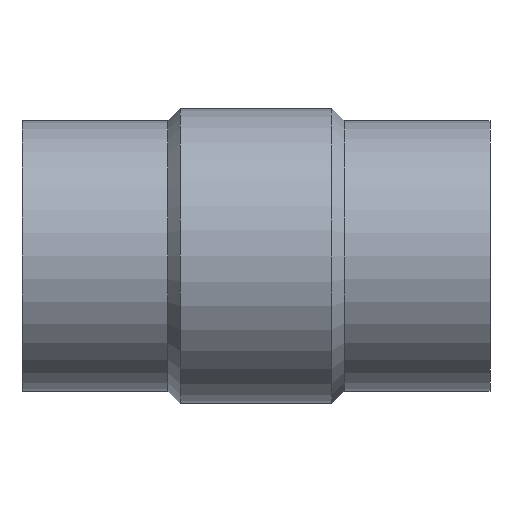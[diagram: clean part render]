
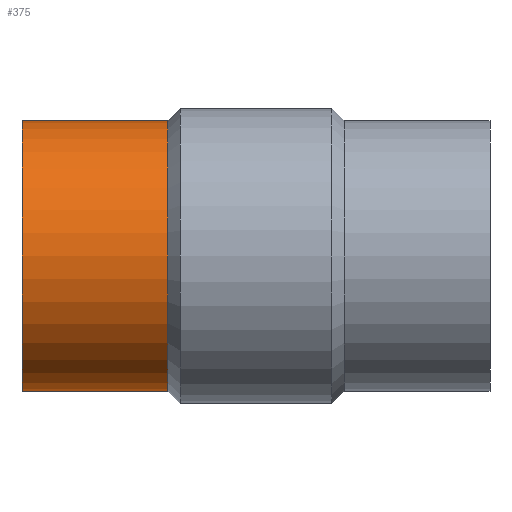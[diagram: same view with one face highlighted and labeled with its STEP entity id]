
A CAD part, front view. The second image highlights one B-rep face of the part: STEP entity #375.
In plain terms, the highlighted cylindrical face has radius 157.5 mm (diameter 315 mm), a full revolution.
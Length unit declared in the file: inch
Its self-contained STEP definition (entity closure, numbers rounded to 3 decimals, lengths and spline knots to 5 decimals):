
#37 = AXIS2_PLACEMENT_3D ( 'NONE', #485, #131, #123 ) ;
#43 = EDGE_LOOP ( 'NONE', ( #134 ) ) ;
#47 = CARTESIAN_POINT ( 'NONE',  ( -21.45669, 0., -6.20079 ) ) ;
#51 = FACE_OUTER_BOUND ( 'NONE', #580, .T. ) ;
#65 = CARTESIAN_POINT ( 'NONE',  ( -14.76378, 0., -6.20079 ) ) ;
#71 = FACE_OUTER_BOUND ( 'NONE', #43, .T. ) ;
#123 = DIRECTION ( 'NONE',  ( 0., 0., -1. ) ) ;
#131 = DIRECTION ( 'NONE',  ( -1., 0., 0. ) ) ;
#134 = ORIENTED_EDGE ( 'NONE', *, *, #480, .T. ) ;
#213 = DIRECTION ( 'NONE',  ( 1., 0., 0. ) ) ;
#230 = CARTESIAN_POINT ( 'NONE',  ( -18.11024, 0., 0. ) ) ;
#244 = DIRECTION ( 'NONE',  ( 0., 0., -1. ) ) ;
#251 = CARTESIAN_POINT ( 'NONE',  ( -14.76378, 0., 0. ) ) ;
#284 = CIRCLE ( 'NONE', #37, 6.20079 ) ;
#333 = ORIENTED_EDGE ( 'NONE', *, *, #517, .F. ) ;
#366 = DIRECTION ( 'NONE',  ( -1., 0., 0. ) ) ;
#375 = ADVANCED_FACE ( 'NONE', ( #51, #71 ), #562, .T. ) ;
#433 = CIRCLE ( 'NONE', #524, 6.20079 ) ;
#442 = VERTEX_POINT ( 'NONE', #65 ) ;
#445 = DIRECTION ( 'NONE',  ( 0., 0., -1. ) ) ;
#480 = EDGE_CURVE ( 'NONE', #442, #442, #433, .T. ) ;
#485 = CARTESIAN_POINT ( 'NONE',  ( -21.45669, 0., 0. ) ) ;
#517 = EDGE_CURVE ( 'NONE', #555, #555, #284, .T. ) ;
#524 = AXIS2_PLACEMENT_3D ( 'NONE', #251, #366, #445 ) ;
#555 = VERTEX_POINT ( 'NONE', #47 ) ;
#562 = CYLINDRICAL_SURFACE ( 'NONE', #610, 6.20079 ) ;
#580 = EDGE_LOOP ( 'NONE', ( #333 ) ) ;
#610 = AXIS2_PLACEMENT_3D ( 'NONE', #230, #213, #244 ) ;
